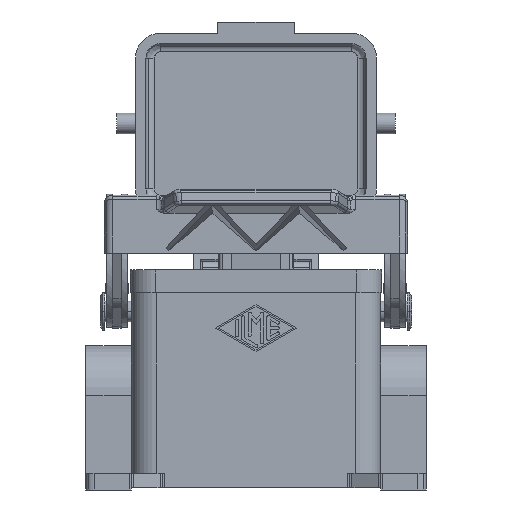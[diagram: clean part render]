
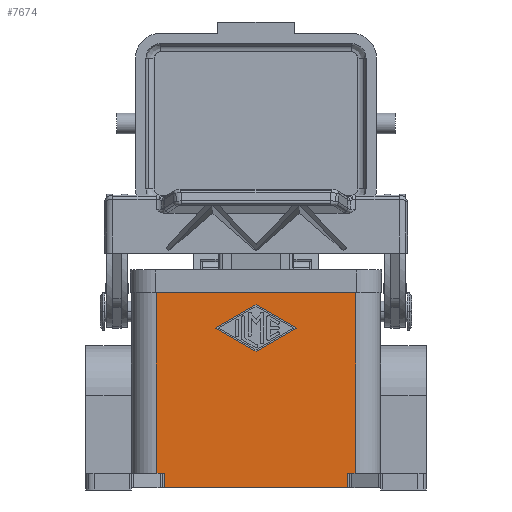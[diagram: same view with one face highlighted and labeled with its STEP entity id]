
A CAD part, front view. The second image highlights one B-rep face of the part: STEP entity #7674.
In plain terms, the highlighted planar face has unit normal (0, -1, 0).
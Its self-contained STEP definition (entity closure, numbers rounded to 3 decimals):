
#6795=CARTESIAN_POINT('',(22.103,-21.75,-23.5));
#6796=VERTEX_POINT('',#6795);
#6804=CARTESIAN_POINT('',(-22.103,-21.75,-23.5));
#6805=VERTEX_POINT('',#6804);
#6806=CARTESIAN_POINT('',(22.103,-21.75,-23.5));
#6807=DIRECTION('',(-1.0,0.0,0.0));
#6808=VECTOR('',#6807,44.206);
#6809=LINE('',#6806,#6808);
#6810=EDGE_CURVE('',#6796,#6805,#6809,.T.);
#7246=CARTESIAN_POINT('',(-22.103,-21.75,-20.));
#7247=VERTEX_POINT('',#7246);
#7255=CARTESIAN_POINT('',(-24.,-21.75,-20.));
#7256=VERTEX_POINT('',#7255);
#7257=CARTESIAN_POINT('',(-24.,-21.75,-20.));
#7258=DIRECTION('',(1.0,0.0,0.0));
#7259=VECTOR('',#7258,1.897);
#7260=LINE('',#7257,#7259);
#7261=EDGE_CURVE('',#7256,#7247,#7260,.T.);
#7575=CARTESIAN_POINT('',(22.103,-21.75,-20.));
#7576=VERTEX_POINT('',#7575);
#7584=CARTESIAN_POINT('',(22.103,-21.75,-20.));
#7585=DIRECTION('',(0.0,0.0,-1.0));
#7586=VECTOR('',#7585,3.5);
#7587=LINE('',#7584,#7586);
#7588=EDGE_CURVE('',#7576,#6796,#7587,.T.);
#7594=CARTESIAN_POINT('',(24.,-21.75,1.5));
#7595=DIRECTION('',(0.0,-1.0,0.0));
#7596=DIRECTION('',(0.0,0.0,-1.0));
#7597=AXIS2_PLACEMENT_3D('',#7594,#7595,#7596);
#7598=PLANE('',#7597);
#7599=ORIENTED_EDGE('',*,*,#7588,.F.);
#7600=CARTESIAN_POINT('',(24.,-21.75,-20.));
#7601=VERTEX_POINT('',#7600);
#7602=CARTESIAN_POINT('',(22.103,-21.75,-20.));
#7603=DIRECTION('',(1.0,0.0,0.0));
#7604=VECTOR('',#7603,1.897);
#7605=LINE('',#7602,#7604);
#7606=EDGE_CURVE('',#7576,#7601,#7605,.T.);
#7607=ORIENTED_EDGE('',*,*,#7606,.T.);
#7608=CARTESIAN_POINT('',(24.,-21.75,23.5));
#7609=VERTEX_POINT('',#7608);
#7610=CARTESIAN_POINT('',(24.,-21.75,-20.));
#7611=DIRECTION('',(0.0,0.0,1.0));
#7612=VECTOR('',#7611,43.5);
#7613=LINE('',#7610,#7612);
#7614=EDGE_CURVE('',#7601,#7609,#7613,.T.);
#7615=ORIENTED_EDGE('',*,*,#7614,.T.);
#7616=CARTESIAN_POINT('',(-24.,-21.75,23.5));
#7617=VERTEX_POINT('',#7616);
#7618=CARTESIAN_POINT('',(24.,-21.75,23.5));
#7619=DIRECTION('',(-1.0,0.0,0.0));
#7620=VECTOR('',#7619,48.);
#7621=LINE('',#7618,#7620);
#7622=EDGE_CURVE('',#7609,#7617,#7621,.T.);
#7623=ORIENTED_EDGE('',*,*,#7622,.T.);
#7624=CARTESIAN_POINT('',(-24.,-21.75,-20.));
#7625=DIRECTION('',(0.0,0.0,1.0));
#7626=VECTOR('',#7625,43.5);
#7627=LINE('',#7624,#7626);
#7628=EDGE_CURVE('',#7256,#7617,#7627,.T.);
#7629=ORIENTED_EDGE('',*,*,#7628,.F.);
#7630=ORIENTED_EDGE('',*,*,#7261,.T.);
#7631=CARTESIAN_POINT('',(-22.103,-21.75,-23.5));
#7632=DIRECTION('',(0.0,0.0,1.0));
#7633=VECTOR('',#7632,3.5);
#7634=LINE('',#7631,#7633);
#7635=EDGE_CURVE('',#6805,#7247,#7634,.T.);
#7636=ORIENTED_EDGE('',*,*,#7635,.F.);
#7637=ORIENTED_EDGE('',*,*,#6810,.F.);
#7638=EDGE_LOOP('',(#7599,#7607,#7615,#7623,#7629,#7630,#7636,#7637));
#7639=FACE_OUTER_BOUND('',#7638,.T.);
#7640=CARTESIAN_POINT('',(0.,-21.75,9.375));
#7641=VERTEX_POINT('',#7640);
#7642=CARTESIAN_POINT('',(-9.75,-21.75,15.));
#7643=VERTEX_POINT('',#7642);
#7644=CARTESIAN_POINT('',(0.,-21.75,9.375));
#7645=DIRECTION('',(-0.866,0.0,0.5));
#7646=VECTOR('',#7645,11.256);
#7647=LINE('',#7644,#7646);
#7648=EDGE_CURVE('',#7641,#7643,#7647,.T.);
#7649=ORIENTED_EDGE('',*,*,#7648,.T.);
#7650=CARTESIAN_POINT('',(0.,-21.75,20.625));
#7651=VERTEX_POINT('',#7650);
#7652=CARTESIAN_POINT('',(-9.75,-21.75,15.));
#7653=DIRECTION('',(0.866,0.0,0.5));
#7654=VECTOR('',#7653,11.256);
#7655=LINE('',#7652,#7654);
#7656=EDGE_CURVE('',#7643,#7651,#7655,.T.);
#7657=ORIENTED_EDGE('',*,*,#7656,.T.);
#7658=CARTESIAN_POINT('',(9.75,-21.75,15.));
#7659=VERTEX_POINT('',#7658);
#7660=CARTESIAN_POINT('',(0.,-21.75,20.625));
#7661=DIRECTION('',(0.866,0.0,-0.5));
#7662=VECTOR('',#7661,11.256);
#7663=LINE('',#7660,#7662);
#7664=EDGE_CURVE('',#7651,#7659,#7663,.T.);
#7665=ORIENTED_EDGE('',*,*,#7664,.T.);
#7666=CARTESIAN_POINT('',(9.75,-21.75,15.));
#7667=DIRECTION('',(-0.866,0.0,-0.5));
#7668=VECTOR('',#7667,11.256);
#7669=LINE('',#7666,#7668);
#7670=EDGE_CURVE('',#7659,#7641,#7669,.T.);
#7671=ORIENTED_EDGE('',*,*,#7670,.T.);
#7672=EDGE_LOOP('',(#7649,#7657,#7665,#7671));
#7673=FACE_BOUND('',#7672,.T.);
#7674=ADVANCED_FACE('',(#7639,#7673),#7598,.T.);
